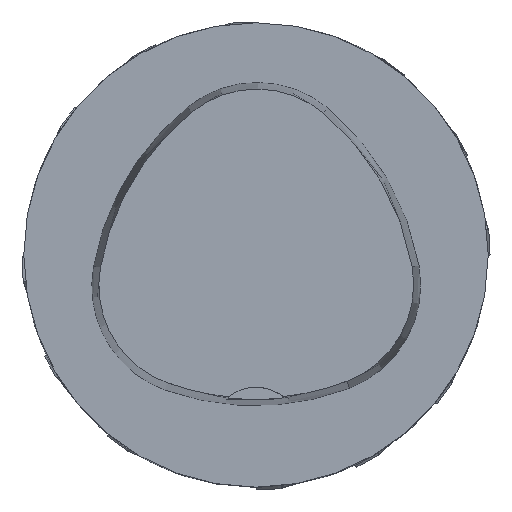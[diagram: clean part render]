
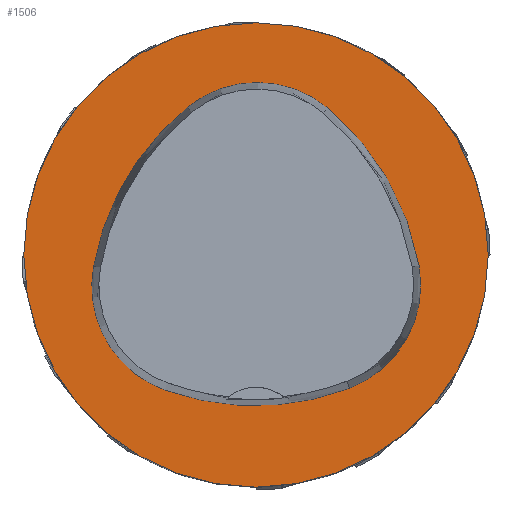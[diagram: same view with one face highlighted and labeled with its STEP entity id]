
A CAD part, top view. The second image highlights one B-rep face of the part: STEP entity #1506.
In plain terms, the highlighted planar face has unit normal (0, 0, 1).
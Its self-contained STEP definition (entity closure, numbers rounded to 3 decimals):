
#459=PLANE('',#8154);
#1506=ADVANCED_FACE('',(#2759,#2760),#459,.T.);
#2759=FACE_BOUND('',#3265,.T.);
#2760=FACE_BOUND('',#3266,.T.);
#3265=EDGE_LOOP('',(#5185,#5186,#5187,#5188,#5189,#5190));
#3266=EDGE_LOOP('',(#5191));
#5185=ORIENTED_EDGE('',*,*,#6929,.T.);
#5186=ORIENTED_EDGE('',*,*,#6909,.T.);
#5187=ORIENTED_EDGE('',*,*,#6913,.T.);
#5188=ORIENTED_EDGE('',*,*,#6916,.T.);
#5189=ORIENTED_EDGE('',*,*,#6919,.T.);
#5190=ORIENTED_EDGE('',*,*,#6927,.T.);
#5191=ORIENTED_EDGE('',*,*,#5984,.F.);
#5279=VERTEX_POINT('',#10357);
#5944=VERTEX_POINT('',#31282);
#5945=VERTEX_POINT('',#31283);
#5948=VERTEX_POINT('',#31291);
#5950=VERTEX_POINT('',#31297);
#5952=VERTEX_POINT('',#31303);
#5959=VERTEX_POINT('',#31324);
#5984=EDGE_CURVE('',#5279,#5279,#6962,.T.);
#6909=EDGE_CURVE('',#5944,#5945,#7127,.T.);
#6913=EDGE_CURVE('',#5945,#5948,#7129,.T.);
#6916=EDGE_CURVE('',#5948,#5950,#7131,.T.);
#6919=EDGE_CURVE('',#5950,#5952,#7133,.T.);
#6927=EDGE_CURVE('',#5952,#5959,#7137,.T.);
#6929=EDGE_CURVE('',#5959,#5944,#7139,.T.);
#6962=CIRCLE('',#7328,31.5);
#7127=CIRCLE('',#8132,36.);
#7129=CIRCLE('',#8135,15.);
#7131=CIRCLE('',#8138,36.);
#7133=CIRCLE('',#8141,15.);
#7137=CIRCLE('',#8146,36.);
#7139=CIRCLE('',#8149,15.);
#7328=AXIS2_PLACEMENT_3D('',#10356,#8241,#8242);
#8132=AXIS2_PLACEMENT_3D('',#31281,#10165,#10166);
#8135=AXIS2_PLACEMENT_3D('',#31290,#10173,#10174);
#8138=AXIS2_PLACEMENT_3D('',#31296,#10180,#10181);
#8141=AXIS2_PLACEMENT_3D('',#31302,#10187,#10188);
#8146=AXIS2_PLACEMENT_3D('',#31325,#10199,#10200);
#8149=AXIS2_PLACEMENT_3D('',#31328,#10205,#10206);
#8154=AXIS2_PLACEMENT_3D('',#31333,#10215,#10216);
#8241=DIRECTION('',(0.,0.,-1.));
#8242=DIRECTION('',(-1.,0.,0.));
#10165=DIRECTION('',(0.,0.,-1.));
#10166=DIRECTION('',(-1.,0.,0.));
#10173=DIRECTION('',(0.,0.,-1.));
#10174=DIRECTION('',(-1.,0.,0.));
#10180=DIRECTION('',(0.,0.,-1.));
#10181=DIRECTION('',(-1.,0.,0.));
#10187=DIRECTION('',(0.,0.,-1.));
#10188=DIRECTION('',(-1.,0.,0.));
#10199=DIRECTION('',(0.,0.,-1.));
#10200=DIRECTION('',(-1.,0.,0.));
#10205=DIRECTION('',(0.,0.,-1.));
#10206=DIRECTION('',(-1.,0.,0.));
#10215=DIRECTION('',(0.,0.,1.));
#10216=DIRECTION('',(1.,0.,0.));
#10356=CARTESIAN_POINT('',(0.,0.,0.));
#10357=CARTESIAN_POINT('',(-31.5,0.,0.));
#31281=CARTESIAN_POINT('',(13.398,-7.893,0.));
#31282=CARTESIAN_POINT('',(-22.041,-1.562,0.));
#31283=CARTESIAN_POINT('',(-9.317,20.036,0.));
#31290=CARTESIAN_POINT('',(0.148,8.399,0.));
#31291=CARTESIAN_POINT('',(9.779,19.898,0.));
#31296=CARTESIAN_POINT('',(-13.337,-7.7,0.));
#31297=CARTESIAN_POINT('',(22.122,-1.48,0.));
#31302=CARTESIAN_POINT('',(7.347,-4.071,0.));
#31303=CARTESIAN_POINT('',(12.693,-18.087,0.));
#31324=CARTESIAN_POINT('',(-12.373,-18.307,0.));
#31325=CARTESIAN_POINT('',(-0.137,15.55,0.));
#31328=CARTESIAN_POINT('',(-7.275,-4.2,0.));
#31333=CARTESIAN_POINT('',(0.,0.,0.));
